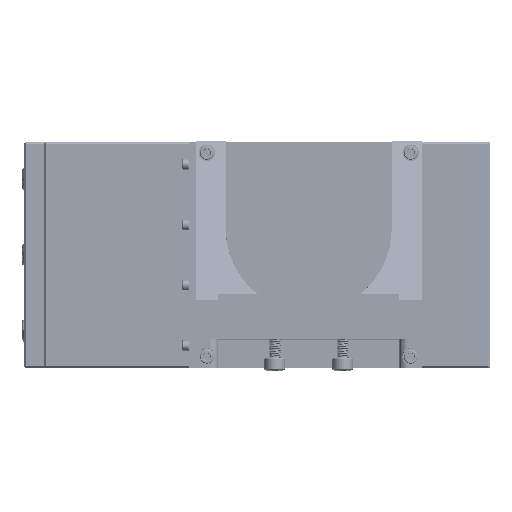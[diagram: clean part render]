
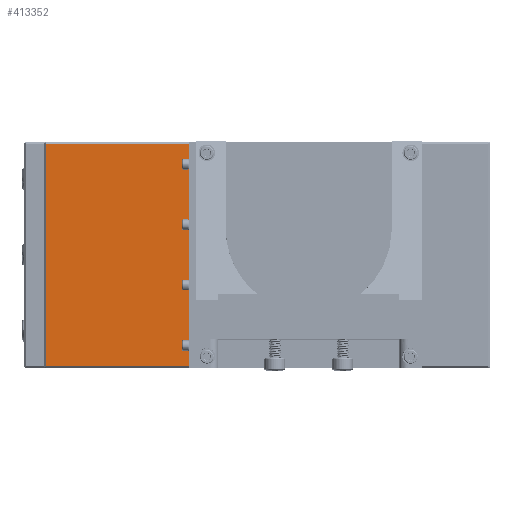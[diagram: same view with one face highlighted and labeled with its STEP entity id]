
A CAD part, top view. The second image highlights one B-rep face of the part: STEP entity #413352.
In plain terms, the highlighted planar face has unit normal (0, 0, 1).
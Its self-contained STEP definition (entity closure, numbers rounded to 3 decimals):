
#18731 = EDGE_CURVE ( 'NONE', #176136, #144266, #435543, .T. ) ;
#22986 = EDGE_LOOP ( 'NONE', ( #365214, #52574, #329421, #45863 ) ) ;
#32666 = DIRECTION ( 'NONE',  ( -1., 0., 0. ) ) ;
#44245 = DIRECTION ( 'NONE',  ( 1., 0., 0. ) ) ;
#45863 = ORIENTED_EDGE ( 'NONE', *, *, #18731, .T. ) ;
#52574 = ORIENTED_EDGE ( 'NONE', *, *, #132255, .T. ) ;
#65654 = PLANE ( 'NONE',  #279906 ) ;
#83463 = CARTESIAN_POINT ( 'NONE',  ( -126.371, -86.665, -5.969 ) ) ;
#94110 = DIRECTION ( 'NONE',  ( 0., 1., 0. ) ) ;
#118317 = VECTOR ( 'NONE', #94110, 1000. ) ;
#121356 = DIRECTION ( 'NONE',  ( 0., -1., 0. ) ) ;
#127921 = VERTEX_POINT ( 'NONE', #315714 ) ;
#128869 = LINE ( 'NONE', #83463, #217563 ) ;
#130477 = CARTESIAN_POINT ( 'NONE',  ( -76.2, -11.1, -5.969 ) ) ;
#132255 = EDGE_CURVE ( 'NONE', #127921, #385880, #169849, .T. ) ;
#144266 = VERTEX_POINT ( 'NONE', #252351 ) ;
#158039 = VECTOR ( 'NONE', #32666, 1000. ) ;
#169849 = LINE ( 'NONE', #409111, #158039 ) ;
#176136 = VERTEX_POINT ( 'NONE', #433586 ) ;
#181063 = DIRECTION ( 'NONE',  ( 0., 0., -1. ) ) ;
#182835 = EDGE_CURVE ( 'NONE', #144266, #127921, #218960, .T. ) ;
#183520 = EDGE_CURVE ( 'NONE', #385880, #176136, #128869, .T. ) ;
#217563 = VECTOR ( 'NONE', #121356, 1000. ) ;
#218960 = LINE ( 'NONE', #130477, #118317 ) ;
#252351 = CARTESIAN_POINT ( 'NONE',  ( -76.2, -86.665, -5.969 ) ) ;
#279906 = AXIS2_PLACEMENT_3D ( 'NONE', #407281, #181063, #445228 ) ;
#298771 = FACE_OUTER_BOUND ( 'NONE', #22986, .T. ) ;
#315714 = CARTESIAN_POINT ( 'NONE',  ( -76.2, -11.735, -5.969 ) ) ;
#329421 = ORIENTED_EDGE ( 'NONE', *, *, #183520, .T. ) ;
#365214 = ORIENTED_EDGE ( 'NONE', *, *, #182835, .T. ) ;
#385880 = VERTEX_POINT ( 'NONE', #389667 ) ;
#389667 = CARTESIAN_POINT ( 'NONE',  ( -126.371, -11.735, -5.969 ) ) ;
#407281 = CARTESIAN_POINT ( 'NONE',  ( 10.154, 13.3, -5.969 ) ) ;
#409111 = CARTESIAN_POINT ( 'NONE',  ( 10.154, -11.735, -5.969 ) ) ;
#413352 = ADVANCED_FACE ( 'NONE', ( #298771 ), #65654, .F. ) ;
#423704 = VECTOR ( 'NONE', #44245, 1000. ) ;
#433586 = CARTESIAN_POINT ( 'NONE',  ( -126.371, -86.665, -5.969 ) ) ;
#435543 = LINE ( 'NONE', #458622, #423704 ) ;
#445228 = DIRECTION ( 'NONE',  ( 1., 0., 0. ) ) ;
#458622 = CARTESIAN_POINT ( 'NONE',  ( 10.154, -86.665, -5.969 ) ) ;
